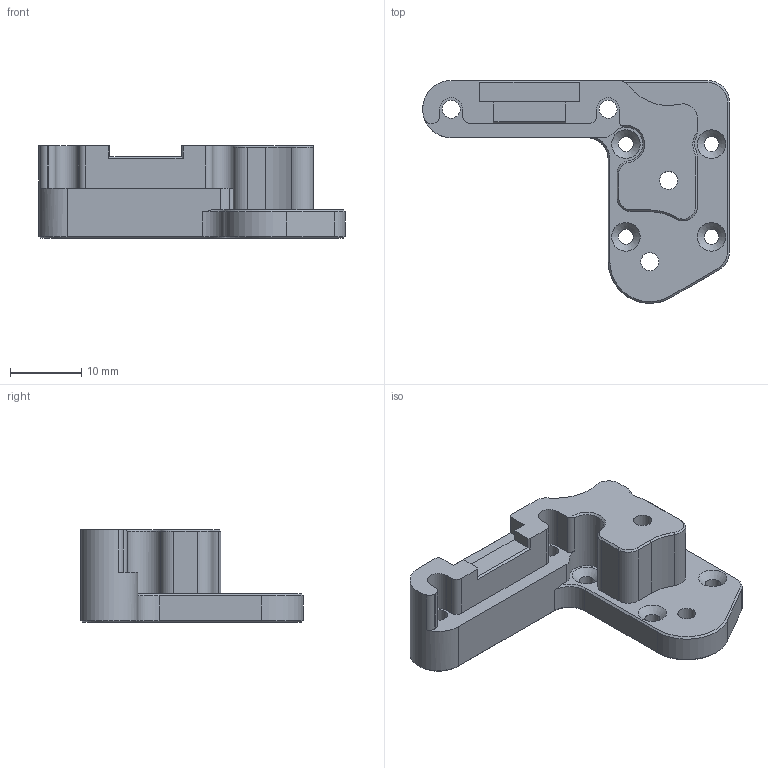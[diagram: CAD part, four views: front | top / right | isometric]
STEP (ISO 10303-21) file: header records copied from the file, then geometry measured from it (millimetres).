
FILE_DESCRIPTION(/* description */ (''),/* implementation_level */ '2;1');
FILE_NAME(/* name */ 'My Right Lower (1).step',/* time_stamp */ '2024-10-29T08:08:36+01:00',/* author */ (''),/* organization */ (''),/* preprocessor_version */ 'ST-DEVELOPER v20',/* originating_system */ 'Autodesk Translation Framework v13.20.0.188',/* authorisation */ '');
FILE_SCHEMA (('AUTOMOTIVE_DESIGN { 1 0 10303 214 3 1 1 }'));
Length unit declared in the file: millimetre
Products named in the file (1): My Right Lower (1)
Bounding box: 43 x 31.23 x 13 mm (x, y, z)
Volume: 5329.6 mm3; surface area: 3234 mm2
Topology: 1 solids, 1 shells, 107 faces, 278 edges, 173 vertices
Faces by surface type: plane 47, cylinder 32, cone 28
Full cylindrical faces by diameter (mm): 2.1 x4, 2.529 x4
Entity records: 3334 total; most frequent: DIRECTION 589, CARTESIAN_POINT 582, ORIENTED_EDGE 556, EDGE_CURVE 278, AXIS2_PLACEMENT_3D 207, LINE 175, VECTOR 175, VERTEX_POINT 173
